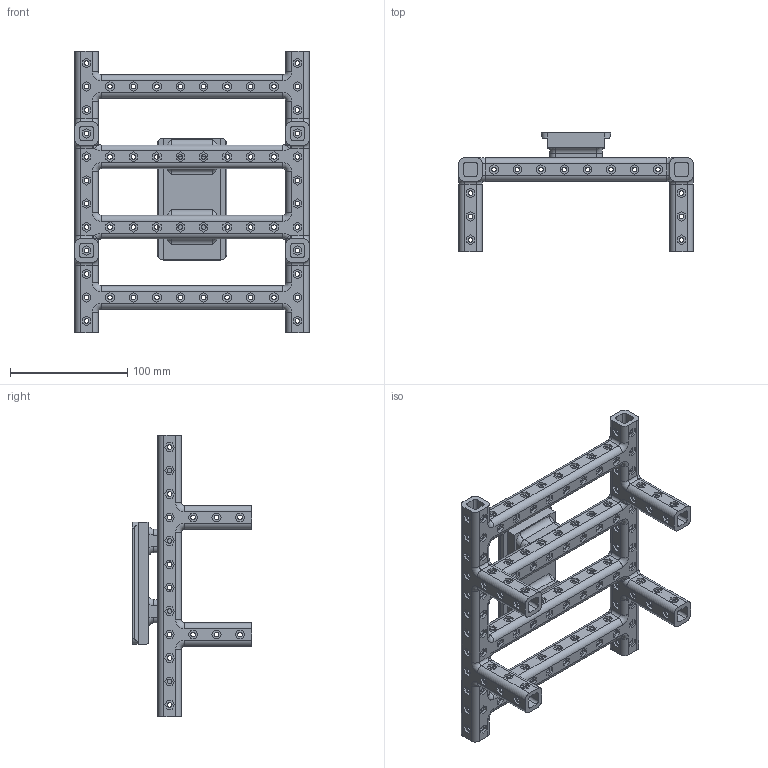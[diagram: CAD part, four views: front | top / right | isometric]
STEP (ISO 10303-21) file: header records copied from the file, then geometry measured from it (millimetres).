
FILE_DESCRIPTION(/* description */ (''),/* implementation_level */ '2;1');
FILE_NAME(/* name */ 'Middle piece.step',/* time_stamp */ '2025-05-12T16:43:22+02:00',/* author */ (''),/* organization */ (''),/* preprocessor_version */ 'ST-DEVELOPER v20.1',/* originating_system */ 'Autodesk Translation Framework v14.4.0.0',/* authorisation */ '');
FILE_SCHEMA (('AUTOMOTIVE_DESIGN { 1 0 10303 214 3 1 1 }'));
Length unit declared in the file: millimetre
Products named in the file (2): Final design; Component7
Assembly tree (1 placements, depth 2):
  Final design
    Component7
Bounding box: 200 x 101.89 x 240 mm (x, y, z)
Volume: 498668.2 mm3; surface area: 159781.7 mm2
Topology: 1 solids, 1 shells, 2489 faces, 6583 edges, 4294 vertices
Faces by surface type: plane 2021, cylinder 408, torus 56, bspline 4
Full cylindrical faces by diameter (mm): 4 x272
Entity records: 77471 total; most frequent: CARTESIAN_POINT 14011, ORIENTED_EDGE 13166, DIRECTION 12507, EDGE_CURVE 6583, LINE 5571, VECTOR 5571, VERTEX_POINT 4294, AXIS2_PLACEMENT_3D 3468
